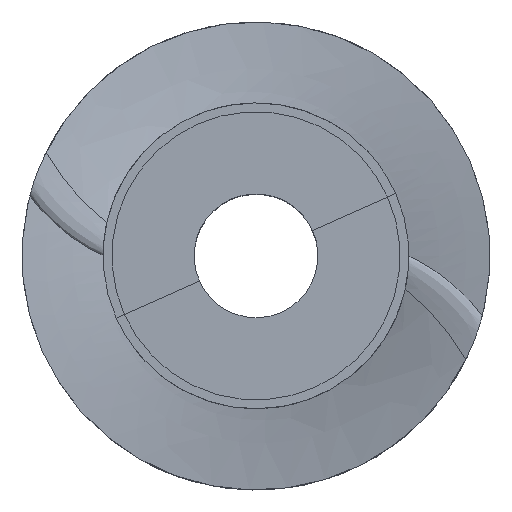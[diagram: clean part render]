
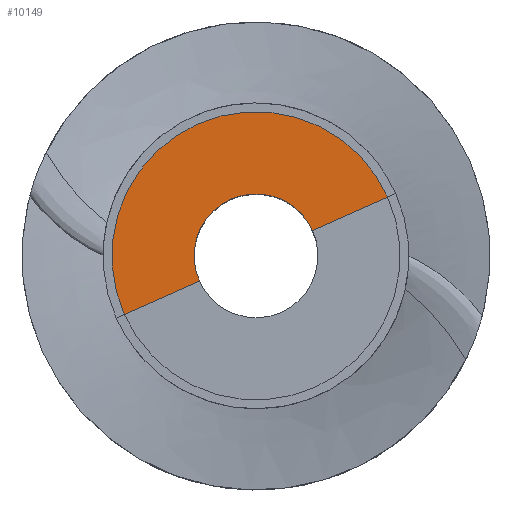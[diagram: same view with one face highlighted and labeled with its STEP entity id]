
A CAD part, top view. The second image highlights one B-rep face of the part: STEP entity #10149.
In plain terms, the highlighted face is a revolution surface.
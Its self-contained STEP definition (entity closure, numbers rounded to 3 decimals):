
#10103 = VERTEX_POINT('',#10104);
#10104 = CARTESIAN_POINT('',(-3.757,-1.676,0.));
#10109 = EDGE_CURVE('',#10110,#10103,#10112,.T.);
#10110 = VERTEX_POINT('',#10111);
#10111 = CARTESIAN_POINT('',(3.757,1.676,0.));
#10112 = CIRCLE('',#10113,4.114);
#10113 = AXIS2_PLACEMENT_3D('',#10114,#10115,#10116);
#10114 = CARTESIAN_POINT('',(0.,0.,0.));
#10115 = DIRECTION('',(0.,0.,1.));
#10116 = DIRECTION('',(-0.913,-0.407,0.));
#10149 = ADVANCED_FACE('[Impeller_1] Material domain SolidHub',(#10150),
  #10174,.F.);
#10150 = FACE_BOUND('',#10151,.F.);
#10151 = EDGE_LOOP('',(#10152,#10153,#10160,#10169));
#10152 = ORIENTED_EDGE('',*,*,#10109,.T.);
#10153 = ORIENTED_EDGE('',*,*,#10154,.T.);
#10154 = EDGE_CURVE('',#10103,#10155,#10157,.T.);
#10155 = VERTEX_POINT('',#10156);
#10156 = CARTESIAN_POINT('',(-8.745,-3.901,0.));
#10157 = B_SPLINE_CURVE_WITH_KNOTS('',1,(#10158,#10159),.UNSPECIFIED.,
  .F.,.F.,(2,2),(0.,1.),.PIECEWISE_BEZIER_KNOTS.);
#10158 = CARTESIAN_POINT('',(-3.757,-1.676,0.));
#10159 = CARTESIAN_POINT('',(-8.745,-3.901,0.));
#10160 = ORIENTED_EDGE('',*,*,#10161,.F.);
#10161 = EDGE_CURVE('',#10162,#10155,#10164,.T.);
#10162 = VERTEX_POINT('',#10163);
#10163 = CARTESIAN_POINT('',(8.745,3.901,0.));
#10164 = CIRCLE('',#10165,9.575);
#10165 = AXIS2_PLACEMENT_3D('',#10166,#10167,#10168);
#10166 = CARTESIAN_POINT('',(0.,0.,0.));
#10167 = DIRECTION('',(0.,0.,1.));
#10168 = DIRECTION('',(-0.913,-0.407,0.));
#10169 = ORIENTED_EDGE('',*,*,#10170,.F.);
#10170 = EDGE_CURVE('',#10110,#10162,#10171,.T.);
#10171 = B_SPLINE_CURVE_WITH_KNOTS('',1,(#10172,#10173),.UNSPECIFIED.,
  .F.,.F.,(2,2),(0.,1.),.PIECEWISE_BEZIER_KNOTS.);
#10172 = CARTESIAN_POINT('',(3.757,1.676,0.));
#10173 = CARTESIAN_POINT('',(8.745,3.901,0.));
#10174 = SURFACE_OF_REVOLUTION('',#10175,#10178);
#10175 = B_SPLINE_CURVE_WITH_KNOTS('',1,(#10176,#10177),.UNSPECIFIED.,
  .F.,.F.,(2,2),(0.,1.),.PIECEWISE_BEZIER_KNOTS.);
#10176 = CARTESIAN_POINT('',(-3.757,-1.676,0.));
#10177 = CARTESIAN_POINT('',(-8.745,-3.901,0.));
#10178 = AXIS1_PLACEMENT('',#10179,#10180);
#10179 = CARTESIAN_POINT('',(0.,0.,0.));
#10180 = DIRECTION('',(0.,0.,1.));
